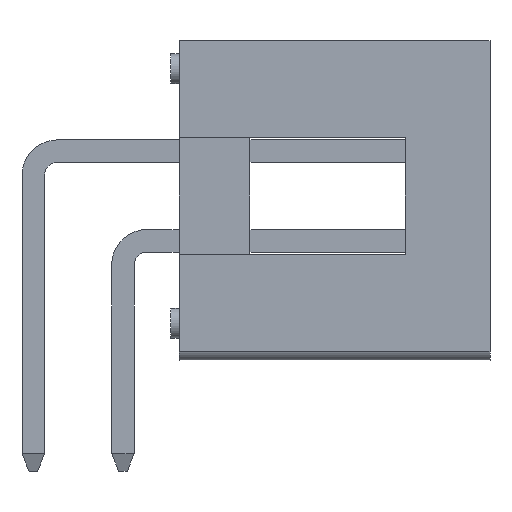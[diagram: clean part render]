
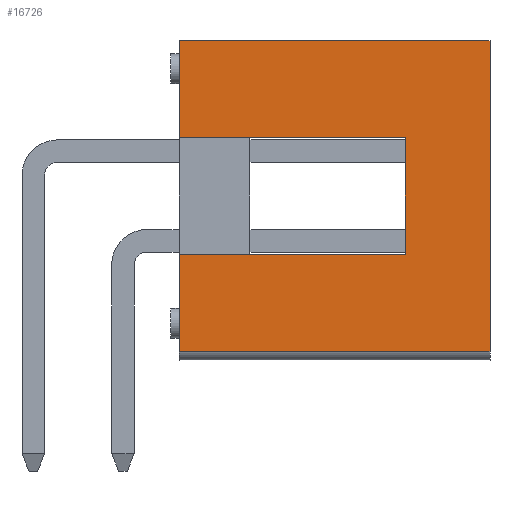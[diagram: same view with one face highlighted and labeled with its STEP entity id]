
A CAD part, front view. The second image highlights one B-rep face of the part: STEP entity #16726.
In plain terms, the highlighted face is planar.
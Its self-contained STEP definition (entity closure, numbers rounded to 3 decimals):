
#359=LINE('',#22117,#1906);
#374=LINE('',#22144,#1921);
#376=LINE('',#22148,#1923);
#380=LINE('',#22161,#1927);
#382=LINE('',#22165,#1929);
#383=LINE('',#22167,#1930);
#384=LINE('',#22168,#1931);
#385=LINE('',#22170,#1932);
#1906=VECTOR('',#18774,1000.);
#1921=VECTOR('',#18797,1000.);
#1923=VECTOR('',#18801,1000.);
#1927=VECTOR('',#18813,1000.);
#1929=VECTOR('',#18817,1000.);
#1930=VECTOR('',#18818,1000.);
#1931=VECTOR('',#18819,1000.);
#1932=VECTOR('',#18820,1000.);
#3677=ORIENTED_EDGE('',*,*,#6889,.T.);
#3678=ORIENTED_EDGE('',*,*,#6864,.F.);
#3679=ORIENTED_EDGE('',*,*,#6881,.T.);
#3680=ORIENTED_EDGE('',*,*,#6879,.T.);
#3681=ORIENTED_EDGE('',*,*,#6890,.T.);
#3682=ORIENTED_EDGE('',*,*,#6887,.F.);
#3683=ORIENTED_EDGE('',*,*,#6891,.F.);
#3684=ORIENTED_EDGE('',*,*,#6892,.T.);
#6864=EDGE_CURVE('',#8426,#8424,#359,.T.);
#6879=EDGE_CURVE('',#8435,#8434,#374,.T.);
#6881=EDGE_CURVE('',#8426,#8435,#376,.T.);
#6887=EDGE_CURVE('',#8440,#8441,#380,.T.);
#6889=EDGE_CURVE('',#8442,#8424,#382,.T.);
#6890=EDGE_CURVE('',#8434,#8441,#383,.T.);
#6891=EDGE_CURVE('',#8443,#8440,#384,.T.);
#6892=EDGE_CURVE('',#8443,#8442,#385,.T.);
#8424=VERTEX_POINT('',#22112);
#8426=VERTEX_POINT('',#22116);
#8434=VERTEX_POINT('',#22143);
#8435=VERTEX_POINT('',#22145);
#8440=VERTEX_POINT('',#22160);
#8441=VERTEX_POINT('',#22162);
#8442=VERTEX_POINT('',#22166);
#8443=VERTEX_POINT('',#22169);
#9453=EDGE_LOOP('',(#3677,#3678,#3679,#3680,#3681,#3682,#3683,#3684));
#10238=FACE_BOUND('',#9453,.T.);
#11010=PLANE('',#17468);
#16726=ADVANCED_FACE('',(#10238),#11010,.T.);
#17468=AXIS2_PLACEMENT_3D('',#22164,#18815,#18816);
#18774=DIRECTION('',(0.,0.,-1.));
#18797=DIRECTION('',(0.,0.,-1.));
#18801=DIRECTION('',(0.,1.,0.));
#18813=DIRECTION('',(0.,0.,-1.));
#18815=DIRECTION('',(1.,0.,0.));
#18816=DIRECTION('',(0.,0.,-1.));
#18817=DIRECTION('',(0.,1.,0.));
#18818=DIRECTION('',(0.,1.,0.));
#18819=DIRECTION('',(0.,1.,0.));
#18820=DIRECTION('',(0.,0.,-1.));
#22112=CARTESIAN_POINT('',(20.34,-1.65,-4.4));
#22116=CARTESIAN_POINT('',(20.34,-1.65,2.));
#22117=CARTESIAN_POINT('',(20.34,-1.65,2.));
#22143=CARTESIAN_POINT('',(20.34,1.65,-4.4));
#22144=CARTESIAN_POINT('',(20.34,1.65,2.));
#22145=CARTESIAN_POINT('',(20.34,1.65,2.));
#22148=CARTESIAN_POINT('',(20.34,-1.65,2.));
#22160=CARTESIAN_POINT('',(20.34,4.4,4.4));
#22161=CARTESIAN_POINT('',(20.34,4.4,4.4));
#22162=CARTESIAN_POINT('',(20.34,4.4,-4.4));
#22164=CARTESIAN_POINT('',(20.34,-4.4,4.4));
#22165=CARTESIAN_POINT('',(20.34,-4.4,-4.4));
#22166=CARTESIAN_POINT('',(20.34,-4.4,-4.4));
#22167=CARTESIAN_POINT('',(20.34,-4.4,-4.4));
#22168=CARTESIAN_POINT('',(20.34,-4.4,4.4));
#22169=CARTESIAN_POINT('',(20.34,-4.4,4.4));
#22170=CARTESIAN_POINT('',(20.34,-4.4,4.4));
